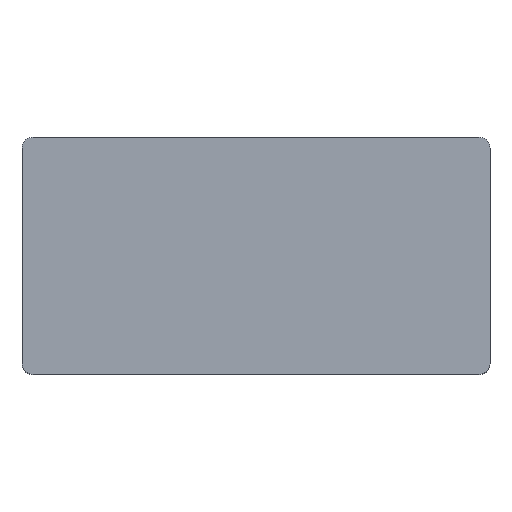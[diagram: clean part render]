
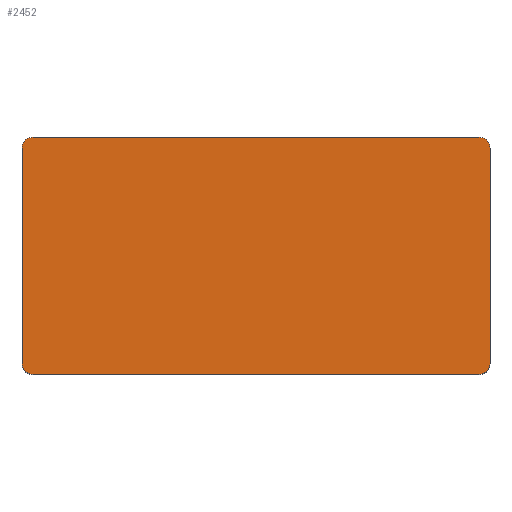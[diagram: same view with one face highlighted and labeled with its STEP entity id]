
A CAD part, top view. The second image highlights one B-rep face of the part: STEP entity #2452.
In plain terms, the highlighted planar face has unit normal (0, 0, 1).
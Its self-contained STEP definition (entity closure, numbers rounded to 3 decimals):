
#159=CIRCLE('',#2645,1.);
#162=CIRCLE('',#2651,1.);
#163=CIRCLE('',#2654,1.);
#164=CIRCLE('',#2655,1.);
#255=FACE_OUTER_BOUND('',#421,.T.);
#421=EDGE_LOOP('',(#2047,#2048,#2049,#2050,#2051,#2052,#2053,#2054));
#627=LINE('',#3829,#902);
#645=LINE('',#3870,#920);
#651=LINE('',#3884,#926);
#652=LINE('',#3886,#927);
#902=VECTOR('',#3145,10.);
#920=VECTOR('',#3173,10.);
#926=VECTOR('',#3183,10.);
#927=VECTOR('',#3186,10.);
#1154=VERTEX_POINT('',#3808);
#1155=VERTEX_POINT('',#3809);
#1163=VERTEX_POINT('',#3827);
#1179=VERTEX_POINT('',#3863);
#1180=VERTEX_POINT('',#3864);
#1181=VERTEX_POINT('',#3869);
#1186=VERTEX_POINT('',#3881);
#1187=VERTEX_POINT('',#3883);
#1453=EDGE_CURVE('',#1154,#1155,#159,.T.);
#1463=EDGE_CURVE('',#1154,#1163,#627,.T.);
#1480=EDGE_CURVE('',#1179,#1180,#162,.T.);
#1483=EDGE_CURVE('',#1181,#1180,#645,.T.);
#1489=EDGE_CURVE('',#1186,#1163,#163,.T.);
#1490=EDGE_CURVE('',#1186,#1187,#651,.T.);
#1491=EDGE_CURVE('',#1181,#1187,#164,.T.);
#1492=EDGE_CURVE('',#1179,#1155,#652,.T.);
#2047=ORIENTED_EDGE('',*,*,#1453,.F.);
#2048=ORIENTED_EDGE('',*,*,#1463,.T.);
#2049=ORIENTED_EDGE('',*,*,#1489,.F.);
#2050=ORIENTED_EDGE('',*,*,#1490,.T.);
#2051=ORIENTED_EDGE('',*,*,#1491,.F.);
#2052=ORIENTED_EDGE('',*,*,#1483,.T.);
#2053=ORIENTED_EDGE('',*,*,#1480,.F.);
#2054=ORIENTED_EDGE('',*,*,#1492,.T.);
#2332=PLANE('',#2653);
#2452=ADVANCED_FACE('',(#255),#2332,.T.);
#2645=AXIS2_PLACEMENT_3D('',#3810,#3131,#3132);
#2651=AXIS2_PLACEMENT_3D('',#3865,#3167,#3168);
#2653=AXIS2_PLACEMENT_3D('',#3880,#3179,#3180);
#2654=AXIS2_PLACEMENT_3D('',#3882,#3181,#3182);
#2655=AXIS2_PLACEMENT_3D('',#3885,#3184,#3185);
#3131=DIRECTION('center_axis',(0.,0.,-1.));
#3132=DIRECTION('ref_axis',(0.707,-0.707,0.));
#3145=DIRECTION('',(0.,1.,0.));
#3167=DIRECTION('center_axis',(0.,0.,-1.));
#3168=DIRECTION('ref_axis',(-0.707,-0.707,0.));
#3173=DIRECTION('',(0.,-1.,0.));
#3179=DIRECTION('center_axis',(0.,0.,1.));
#3180=DIRECTION('ref_axis',(1.,0.,0.));
#3181=DIRECTION('center_axis',(0.,0.,-1.));
#3182=DIRECTION('ref_axis',(0.707,0.707,0.));
#3183=DIRECTION('',(-1.,0.,0.));
#3184=DIRECTION('center_axis',(0.,0.,-1.));
#3185=DIRECTION('ref_axis',(-0.707,0.707,0.));
#3186=DIRECTION('',(1.,0.,0.));
#3808=CARTESIAN_POINT('',(21.233,-9.755,15.8));
#3809=CARTESIAN_POINT('',(20.233,-10.755,15.8));
#3810=CARTESIAN_POINT('Origin',(20.233,-9.755,15.8));
#3827=CARTESIAN_POINT('',(21.233,9.755,15.8));
#3829=CARTESIAN_POINT('',(21.233,-10.755,15.8));
#3863=CARTESIAN_POINT('',(-20.233,-10.755,15.8));
#3864=CARTESIAN_POINT('',(-21.233,-9.755,15.8));
#3865=CARTESIAN_POINT('Origin',(-20.233,-9.755,15.8));
#3869=CARTESIAN_POINT('',(-21.233,9.755,15.8));
#3870=CARTESIAN_POINT('',(-21.233,10.755,15.8));
#3880=CARTESIAN_POINT('Origin',(0.,0.,15.8));
#3881=CARTESIAN_POINT('',(20.233,10.755,15.8));
#3882=CARTESIAN_POINT('Origin',(20.233,9.755,15.8));
#3883=CARTESIAN_POINT('',(-20.233,10.755,15.8));
#3884=CARTESIAN_POINT('',(21.233,10.755,15.8));
#3885=CARTESIAN_POINT('Origin',(-20.233,9.755,15.8));
#3886=CARTESIAN_POINT('',(-21.233,-10.755,15.8));
